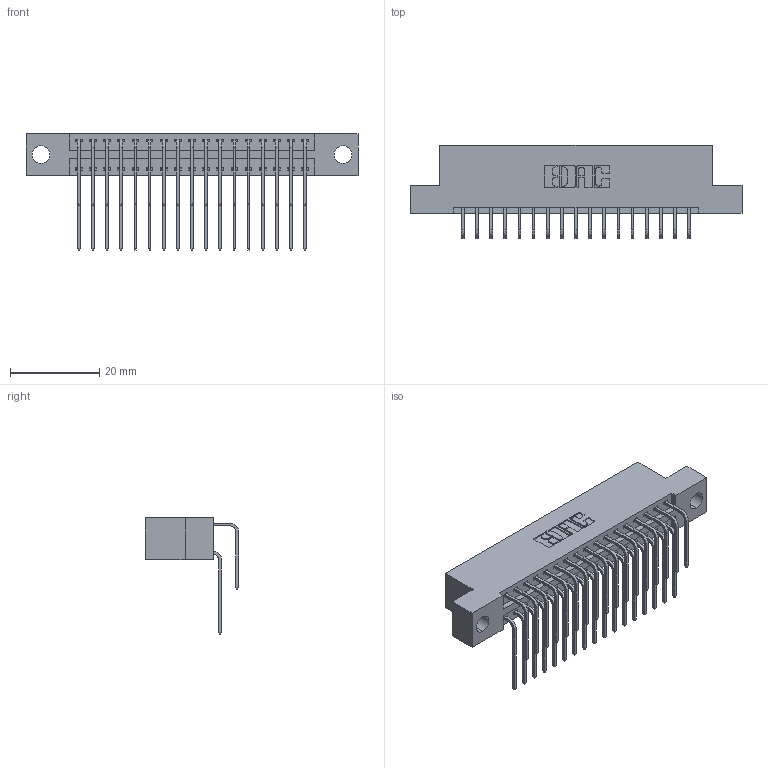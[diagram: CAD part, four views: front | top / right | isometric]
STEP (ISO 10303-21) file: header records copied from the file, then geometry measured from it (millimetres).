
FILE_DESCRIPTION (( 'STEP AP203' ), '1' );
FILE_NAME ('346-034-559-204.STEP', '2022-05-19T20:28:34', ( '' ), ( '' ), 'SwSTEP 2.0', 'SolidWorks 2020', '' );
FILE_SCHEMA (( 'CONFIG_CONTROL_DESIGN' ));
Length unit declared in the file: inch
Products named in the file (4): 346-034-559-204; 345-292-001_558 559 Tail - 1; 345-292-001_559 Tail - 2; 346 Part_Flush Mounting Lugs - 0.156 Dia-TH
Assembly tree (35 placements, depth 2):
  346-034-559-204
    346 Part_Flush Mounting Lugs - 0.156 Dia-TH
    345-292-001_558 559 Tail - 1  x17
    345-292-001_559 Tail - 2  x17
Bounding box: 74.55 x 20.89 x 26.16 mm (x, y, z)
Volume: 7165.5 mm3; surface area: 10245.3 mm2
Topology: 35 solids, 35 shells, 1972 faces, 5839 edges, 3846 vertices
Faces by surface type: plane 1348, cylinder 624
Entity records: 16663 total; most frequent: CARTESIAN_POINT 2837, ORIENTED_EDGE 2718, DIRECTION 2523, EDGE_CURVE 1359, LINE 1119, VECTOR 1119, VERTEX_POINT 902, AXIS2_PLACEMENT_3D 702
